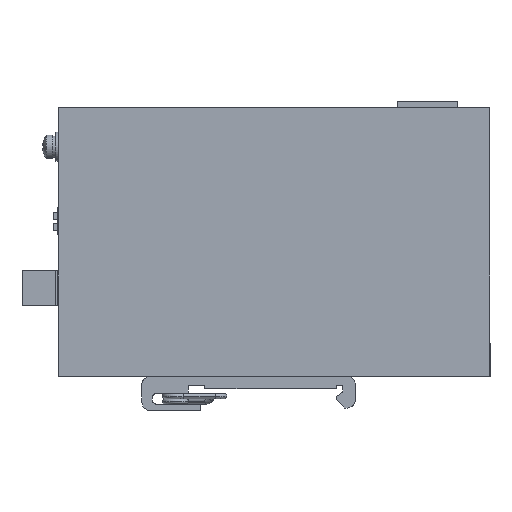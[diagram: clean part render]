
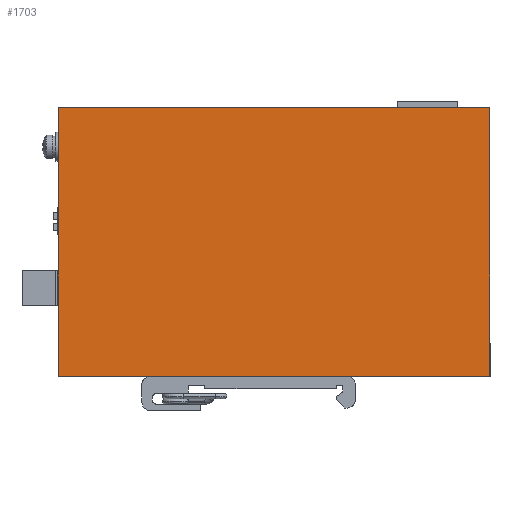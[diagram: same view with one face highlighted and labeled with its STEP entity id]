
A CAD part, left-side view. The second image highlights one B-rep face of the part: STEP entity #1703.
In plain terms, the highlighted planar face has unit normal (-1, 0, 0).
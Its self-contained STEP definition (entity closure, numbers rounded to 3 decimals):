
#1690=AXIS2_PLACEMENT_3D('Plane Axis2P3D',#1687,#1688,#1689) ;
#40=CARTESIAN_POINT('Vertex',(0.,103.,8.2)) ;
#45=CARTESIAN_POINT('Line Origine',(0.,103.,40.2)) ;
#49=CARTESIAN_POINT('Vertex',(0.,103.,72.2)) ;
#1598=CARTESIAN_POINT('Vertex',(0.,0.,8.2)) ;
#1603=CARTESIAN_POINT('Line Origine',(0.,51.5,8.2)) ;
#1664=CARTESIAN_POINT('Vertex',(0.,0.,72.2)) ;
#1669=CARTESIAN_POINT('Line Origine',(0.,0.,40.2)) ;
#1687=CARTESIAN_POINT('Axis2P3D Location',(0.,0.,0.6)) ;
#1692=CARTESIAN_POINT('Line Origine',(0.,51.5,72.2)) ;
#46=DIRECTION('Vector Direction',(0.,0.,1.)) ;
#1604=DIRECTION('Vector Direction',(0.,1.,0.)) ;
#1670=DIRECTION('Vector Direction',(0.,0.,-1.)) ;
#1688=DIRECTION('Axis2P3D Direction',(-1.,0.,0.)) ;
#1689=DIRECTION('Axis2P3D XDirection',(0.,-1.,0.)) ;
#1693=DIRECTION('Vector Direction',(0.,-1.,0.)) ;
#47=VECTOR('Line Direction',#46,1.) ;
#1605=VECTOR('Line Direction',#1604,1.) ;
#1671=VECTOR('Line Direction',#1670,1.) ;
#1694=VECTOR('Line Direction',#1693,1.) ;
#1698=ORIENTED_EDGE('',*,*,#1696,.T.) ;
#1699=ORIENTED_EDGE('',*,*,#51,.T.) ;
#1700=ORIENTED_EDGE('',*,*,#1607,.T.) ;
#1701=ORIENTED_EDGE('',*,*,#1673,.T.) ;
#1703=ADVANCED_FACE('SWITCH',(#1702),#1691,.T.) ;
#51=EDGE_CURVE('',#50,#41,#48,.F.) ;
#1607=EDGE_CURVE('',#41,#1599,#1606,.F.) ;
#1673=EDGE_CURVE('',#1599,#1665,#1672,.F.) ;
#1696=EDGE_CURVE('',#1665,#50,#1695,.F.) ;
#1697=EDGE_LOOP('',(#1698,#1699,#1700,#1701)) ;
#1702=FACE_OUTER_BOUND('',#1697,.T.) ;
#48=LINE('Line',#45,#47) ;
#1606=LINE('Line',#1603,#1605) ;
#1672=LINE('Line',#1669,#1671) ;
#1695=LINE('Line',#1692,#1694) ;
#1691=PLANE('',#1690) ;
#41=VERTEX_POINT('',#40) ;
#50=VERTEX_POINT('',#49) ;
#1599=VERTEX_POINT('',#1598) ;
#1665=VERTEX_POINT('',#1664) ;
